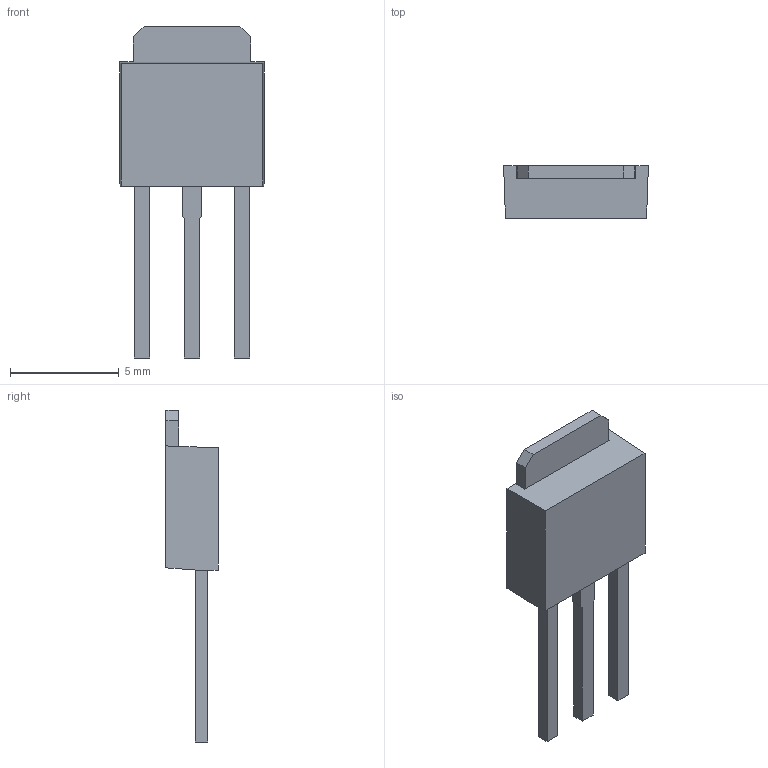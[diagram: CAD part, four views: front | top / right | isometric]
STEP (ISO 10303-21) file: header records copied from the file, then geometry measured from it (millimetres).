
FILE_DESCRIPTION (( 'STEP AP214' ), '1' );
FILE_NAME ('TO-251_3PIN-L6.6-W2.4-H9.8-P2.30-L.step', '2022-08-01T12:52:39', ( '' ), ( '' ), 'SwSTEP 2.0', 'SolidWorks 2020', '' );
FILE_SCHEMA (( 'AUTOMOTIVE_DESIGN' ));
Length unit declared in the file: millimetre
Products named in the file (1): TO-251_3PIN-L6.6-W2.4-H9.8-P2.30-L
Bounding box: 6.65 x 2.4 x 15.25 mm (x, y, z)
Volume: 103.2 mm3; surface area: 227.9 mm2
Topology: 1 solids, 1 shells, 262 faces, 715 edges, 474 vertices
Faces by surface type: plane 164, bspline 98
Entity records: 11623 total; most frequent: CARTESIAN_POINT 2758, ORIENTED_EDGE 1430, DIRECTION 845, EDGE_CURVE 715, LINE 515, VECTOR 515, VERTEX_POINT 474, EDGE_LOOP 281
